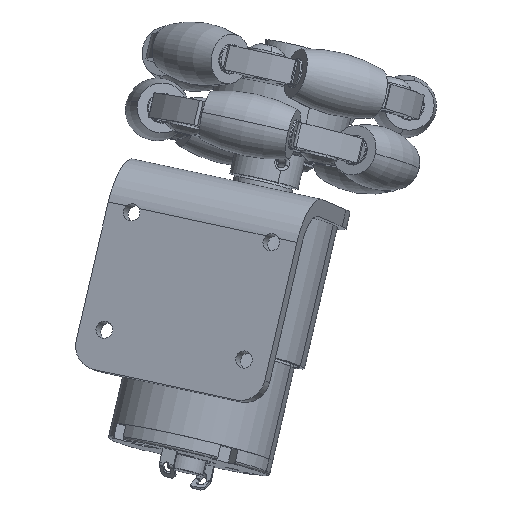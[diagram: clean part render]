
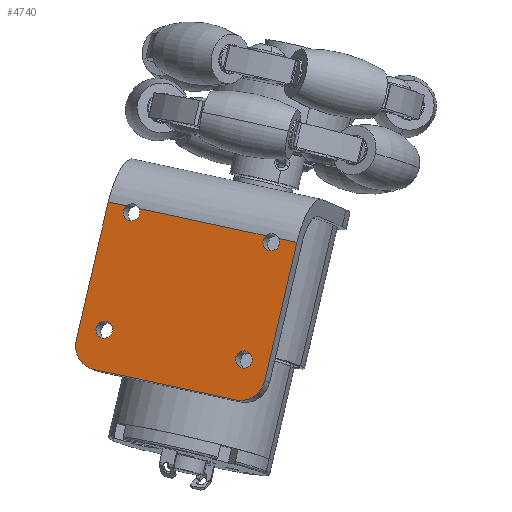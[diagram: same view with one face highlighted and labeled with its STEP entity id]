
A CAD part, front view. The second image highlights one B-rep face of the part: STEP entity #4740.
In plain terms, the highlighted face is planar.
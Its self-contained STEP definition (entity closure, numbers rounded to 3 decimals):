
#56 = CARTESIAN_POINT ( 'NONE',  ( -6.791, 0., 7.433 ) ) ;
#78 = CARTESIAN_POINT ( 'NONE',  ( -47.141, 0., 7.433 ) ) ;
#82 = EDGE_CURVE ( 'NONE', #6347, #14728, #14726, .T. ) ;
#192 = CIRCLE ( 'NONE', #4898, 1.73 ) ;
#392 = EDGE_CURVE ( 'NONE', #16442, #10986, #11128, .T. ) ;
#394 = ORIENTED_EDGE ( 'NONE', *, *, #8458, .F. ) ;
#408 = LINE ( 'NONE', #3351, #10549 ) ;
#604 = CARTESIAN_POINT ( 'NONE',  ( -47.141, 0., 7.433 ) ) ;
#719 = FACE_OUTER_BOUND ( 'NONE', #15766, .T. ) ;
#736 = DIRECTION ( 'NONE',  ( 0., 0., 1. ) ) ;
#783 = DIRECTION ( 'NONE',  ( 0., -1., 0. ) ) ;
#845 = ORIENTED_EDGE ( 'NONE', *, *, #17068, .F. ) ;
#846 = VERTEX_POINT ( 'NONE', #16294 ) ;
#915 = LINE ( 'NONE', #12190, #17784 ) ;
#982 = CARTESIAN_POINT ( 'NONE',  ( -12.021, 0., 13.933 ) ) ;
#992 = CARTESIAN_POINT ( 'NONE',  ( -12.021, 0., 15.663 ) ) ;
#1118 = DIRECTION ( 'NONE',  ( 0., -1., 0. ) ) ;
#1258 = DIRECTION ( 'NONE',  ( 0., 1., 0. ) ) ;
#1285 = ORIENTED_EDGE ( 'NONE', *, *, #3827, .F. ) ;
#1371 = CARTESIAN_POINT ( 'NONE',  ( -13.388, 0., 40.783 ) ) ;
#1473 = CARTESIAN_POINT ( 'NONE',  ( -43.278, 0., 40.783 ) ) ;
#1590 = VECTOR ( 'NONE', #6238, 1000. ) ;
#1643 = CIRCLE ( 'NONE', #12583, 1.73 ) ;
#1677 = VERTEX_POINT ( 'NONE', #11133 ) ;
#1742 = ORIENTED_EDGE ( 'NONE', *, *, #4817, .F. ) ;
#2031 = CARTESIAN_POINT ( 'NONE',  ( -41.911, 0., 15.663 ) ) ;
#2066 = VERTEX_POINT ( 'NONE', #17505 ) ;
#2108 = CARTESIAN_POINT ( 'NONE',  ( -12.021, 0., 39.723 ) ) ;
#2296 = ORIENTED_EDGE ( 'NONE', *, *, #15083, .T. ) ;
#2315 = CARTESIAN_POINT ( 'NONE',  ( -41.911, 0., 13.933 ) ) ;
#2635 = ORIENTED_EDGE ( 'NONE', *, *, #13826, .T. ) ;
#2765 = DIRECTION ( 'NONE',  ( 0., -1., 0. ) ) ;
#2820 = DIRECTION ( 'NONE',  ( 0., 0., 1. ) ) ;
#3071 = AXIS2_PLACEMENT_3D ( 'NONE', #7164, #9958, #2820 ) ;
#3125 = VERTEX_POINT ( 'NONE', #982 ) ;
#3351 = CARTESIAN_POINT ( 'NONE',  ( 0., 0., 40.783 ) ) ;
#3355 = ORIENTED_EDGE ( 'NONE', *, *, #3808, .F. ) ;
#3513 = DIRECTION ( 'NONE',  ( 0., -1., 0. ) ) ;
#3621 = LINE ( 'NONE', #604, #1590 ) ;
#3706 = EDGE_CURVE ( 'NONE', #5911, #10986, #8063, .T. ) ;
#3744 = ORIENTED_EDGE ( 'NONE', *, *, #82, .T. ) ;
#3808 = EDGE_CURVE ( 'NONE', #4153, #5911, #11320, .T. ) ;
#3827 = EDGE_CURVE ( 'NONE', #7554, #846, #8654, .T. ) ;
#3932 = CARTESIAN_POINT ( 'NONE',  ( 0., 0., 0. ) ) ;
#3948 = LINE ( 'NONE', #78, #6290 ) ;
#4085 = CARTESIAN_POINT ( 'NONE',  ( 0., 0., 40.783 ) ) ;
#4153 = VERTEX_POINT ( 'NONE', #1371 ) ;
#4176 = EDGE_LOOP ( 'NONE', ( #12130, #845 ) ) ;
#4198 = DIRECTION ( 'NONE',  ( 0., 0., 1. ) ) ;
#4488 = EDGE_CURVE ( 'NONE', #6347, #17924, #3621, .T. ) ;
#4502 = CIRCLE ( 'NONE', #11604, 1.73 ) ;
#4740 = ADVANCED_FACE ( 'NONE', ( #719, #6186, #16072 ), #9049, .F. ) ;
#4817 = EDGE_CURVE ( 'NONE', #846, #14912, #5448, .T. ) ;
#4898 = AXIS2_PLACEMENT_3D ( 'NONE', #8535, #12869, #5932 ) ;
#4983 = VECTOR ( 'NONE', #6499, 1000. ) ;
#5226 = CIRCLE ( 'NONE', #13797, 5. ) ;
#5448 = CIRCLE ( 'NONE', #3071, 1.73 ) ;
#5517 = CARTESIAN_POINT ( 'NONE',  ( -12.021, 0., 15.663 ) ) ;
#5911 = VERTEX_POINT ( 'NONE', #16861 ) ;
#5932 = DIRECTION ( 'NONE',  ( 0., 0., 1. ) ) ;
#6161 = EDGE_CURVE ( 'NONE', #3125, #14966, #1643, .T. ) ;
#6186 = FACE_BOUND ( 'NONE', #4176, .T. ) ;
#6238 = DIRECTION ( 'NONE',  ( -1., 0., 0. ) ) ;
#6290 = VECTOR ( 'NONE', #7014, 1000. ) ;
#6347 = VERTEX_POINT ( 'NONE', #17256 ) ;
#6472 = CARTESIAN_POINT ( 'NONE',  ( -41.911, 0., 39.723 ) ) ;
#6499 = DIRECTION ( 'NONE',  ( -1., 0., 0. ) ) ;
#6827 = CARTESIAN_POINT ( 'NONE',  ( -42.141, 0., 12.433 ) ) ;
#6928 = CARTESIAN_POINT ( 'NONE',  ( -6.791, 0., 12.433 ) ) ;
#7014 = DIRECTION ( 'NONE',  ( 0., 0., 1. ) ) ;
#7164 = CARTESIAN_POINT ( 'NONE',  ( -41.911, 0., 39.723 ) ) ;
#7204 = CARTESIAN_POINT ( 'NONE',  ( -12.021, 0., 39.723 ) ) ;
#7554 = VERTEX_POINT ( 'NONE', #1473 ) ;
#7950 = DIRECTION ( 'NONE',  ( 0., 0., 1. ) ) ;
#8017 = DIRECTION ( 'NONE',  ( 0., -1., 0. ) ) ;
#8063 = CIRCLE ( 'NONE', #9830, 1.73 ) ;
#8458 = EDGE_CURVE ( 'NONE', #8814, #13089, #192, .T. ) ;
#8535 = CARTESIAN_POINT ( 'NONE',  ( -41.911, 0., 15.663 ) ) ;
#8654 = CIRCLE ( 'NONE', #14264, 1.73 ) ;
#8730 = DIRECTION ( 'NONE',  ( -1., 0., 0. ) ) ;
#8814 = VERTEX_POINT ( 'NONE', #2315 ) ;
#8833 = ORIENTED_EDGE ( 'NONE', *, *, #3706, .F. ) ;
#8850 = ORIENTED_EDGE ( 'NONE', *, *, #11957, .T. ) ;
#9049 = PLANE ( 'NONE',  #13101 ) ;
#9102 = EDGE_CURVE ( 'NONE', #16442, #14728, #15596, .T. ) ;
#9231 = CARTESIAN_POINT ( 'NONE',  ( -12.021, 0., 17.393 ) ) ;
#9613 = DIRECTION ( 'NONE',  ( 0., 0., 1. ) ) ;
#9720 = ORIENTED_EDGE ( 'NONE', *, *, #4488, .F. ) ;
#9830 = AXIS2_PLACEMENT_3D ( 'NONE', #7204, #2765, #11556 ) ;
#9958 = DIRECTION ( 'NONE',  ( 0., -1., 0. ) ) ;
#10076 = CARTESIAN_POINT ( 'NONE',  ( -40.544, 0., 40.783 ) ) ;
#10130 = EDGE_CURVE ( 'NONE', #13089, #8814, #17574, .T. ) ;
#10241 = CARTESIAN_POINT ( 'NONE',  ( -11.791, 0., 12.433 ) ) ;
#10381 = CARTESIAN_POINT ( 'NONE',  ( -10.654, 0., 40.783 ) ) ;
#10428 = AXIS2_PLACEMENT_3D ( 'NONE', #2108, #11834, #736 ) ;
#10549 = VECTOR ( 'NONE', #8730, 1000. ) ;
#10986 = VERTEX_POINT ( 'NONE', #10381 ) ;
#11128 = LINE ( 'NONE', #4085, #4983 ) ;
#11133 = CARTESIAN_POINT ( 'NONE',  ( -47.141, 0., 40.783 ) ) ;
#11173 = DIRECTION ( 'NONE',  ( 0., 0., 1. ) ) ;
#11320 = CIRCLE ( 'NONE', #10428, 1.73 ) ;
#11339 = DIRECTION ( 'NONE',  ( 0., 0., -1. ) ) ;
#11556 = DIRECTION ( 'NONE',  ( 0., 0., 1. ) ) ;
#11604 = AXIS2_PLACEMENT_3D ( 'NONE', #5517, #12370, #4198 ) ;
#11834 = DIRECTION ( 'NONE',  ( 0., -1., 0. ) ) ;
#11957 = EDGE_CURVE ( 'NONE', #2066, #17924, #5226, .T. ) ;
#11996 = ORIENTED_EDGE ( 'NONE', *, *, #10130, .F. ) ;
#12023 = EDGE_LOOP ( 'NONE', ( #394, #11996 ) ) ;
#12130 = ORIENTED_EDGE ( 'NONE', *, *, #6161, .F. ) ;
#12190 = CARTESIAN_POINT ( 'NONE',  ( 0., 0., 40.783 ) ) ;
#12370 = DIRECTION ( 'NONE',  ( 0., -1., 0. ) ) ;
#12583 = AXIS2_PLACEMENT_3D ( 'NONE', #992, #8017, #11173 ) ;
#12869 = DIRECTION ( 'NONE',  ( 0., -1., 0. ) ) ;
#13089 = VERTEX_POINT ( 'NONE', #16287 ) ;
#13101 = AXIS2_PLACEMENT_3D ( 'NONE', #3932, #1258, #15408 ) ;
#13797 = AXIS2_PLACEMENT_3D ( 'NONE', #6827, #1118, #9613 ) ;
#13826 = EDGE_CURVE ( 'NONE', #4153, #14912, #408, .T. ) ;
#13859 = DIRECTION ( 'NONE',  ( -1., 0., 0. ) ) ;
#14264 = AXIS2_PLACEMENT_3D ( 'NONE', #6472, #17399, #14504 ) ;
#14504 = DIRECTION ( 'NONE',  ( 0., 0., 1. ) ) ;
#14612 = AXIS2_PLACEMENT_3D ( 'NONE', #2031, #3513, #7950 ) ;
#14726 = CIRCLE ( 'NONE', #16204, 5. ) ;
#14728 = VERTEX_POINT ( 'NONE', #6928 ) ;
#14912 = VERTEX_POINT ( 'NONE', #10076 ) ;
#14966 = VERTEX_POINT ( 'NONE', #9231 ) ;
#15083 = EDGE_CURVE ( 'NONE', #7554, #1677, #915, .T. ) ;
#15268 = CARTESIAN_POINT ( 'NONE',  ( -42.141, 0., 7.433 ) ) ;
#15408 = DIRECTION ( 'NONE',  ( 0., 0., 1. ) ) ;
#15475 = VECTOR ( 'NONE', #11339, 1000. ) ;
#15596 = LINE ( 'NONE', #56, #15475 ) ;
#15766 = EDGE_LOOP ( 'NONE', ( #1285, #2296, #16983, #8850, #9720, #3744, #17955, #16969, #8833, #3355, #2635, #1742 ) ) ;
#16072 = FACE_BOUND ( 'NONE', #12023, .T. ) ;
#16088 = CARTESIAN_POINT ( 'NONE',  ( -6.791, 0., 40.783 ) ) ;
#16204 = AXIS2_PLACEMENT_3D ( 'NONE', #10241, #783, #16320 ) ;
#16287 = CARTESIAN_POINT ( 'NONE',  ( -41.911, 0., 17.393 ) ) ;
#16294 = CARTESIAN_POINT ( 'NONE',  ( -41.911, 0., 37.993 ) ) ;
#16320 = DIRECTION ( 'NONE',  ( 0., 0., 1. ) ) ;
#16442 = VERTEX_POINT ( 'NONE', #16088 ) ;
#16685 = EDGE_CURVE ( 'NONE', #2066, #1677, #3948, .T. ) ;
#16861 = CARTESIAN_POINT ( 'NONE',  ( -12.021, 0., 37.993 ) ) ;
#16969 = ORIENTED_EDGE ( 'NONE', *, *, #392, .T. ) ;
#16983 = ORIENTED_EDGE ( 'NONE', *, *, #16685, .F. ) ;
#17068 = EDGE_CURVE ( 'NONE', #14966, #3125, #4502, .T. ) ;
#17256 = CARTESIAN_POINT ( 'NONE',  ( -11.791, 0., 7.433 ) ) ;
#17399 = DIRECTION ( 'NONE',  ( 0., -1., 0. ) ) ;
#17505 = CARTESIAN_POINT ( 'NONE',  ( -47.141, 0., 12.433 ) ) ;
#17574 = CIRCLE ( 'NONE', #14612, 1.73 ) ;
#17784 = VECTOR ( 'NONE', #13859, 1000. ) ;
#17924 = VERTEX_POINT ( 'NONE', #15268 ) ;
#17955 = ORIENTED_EDGE ( 'NONE', *, *, #9102, .F. ) ;
